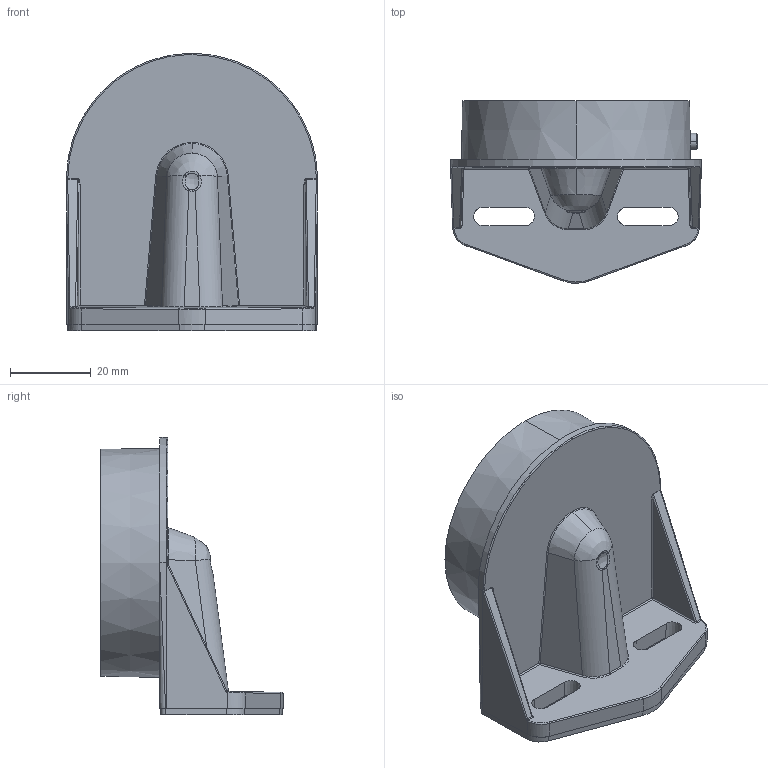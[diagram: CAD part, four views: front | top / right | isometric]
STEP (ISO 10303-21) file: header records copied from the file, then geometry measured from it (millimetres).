
FILE_DESCRIPTION (( 'STEP AP203' ), '1' );
FILE_NAME ('26070007.step', '2020-08-20T17:31:24', ( '' ), ( '' ), 'SwSTEP 2.0', 'SolidWorks 2019', '' );
FILE_SCHEMA (( 'CONFIG_CONTROL_DESIGN' ));
Length unit declared in the file: inch
Products named in the file (1): 26070007
Bounding box: 62 x 45 x 68.5 mm (x, y, z)
Volume: 20143.9 mm3; surface area: 20248.8 mm2
Topology: 1 solids, 2 shells, 212 faces, 536 edges, 322 vertices
Faces by surface type: plane 67, bspline 60, cylinder 59, cone 26
Entity records: 9738 total; most frequent: CARTESIAN_POINT 5118, ORIENTED_EDGE 1052, DIRECTION 767, EDGE_CURVE 526, VERTEX_POINT 322, AXIS2_PLACEMENT_3D 261, LINE 245, VECTOR 245
